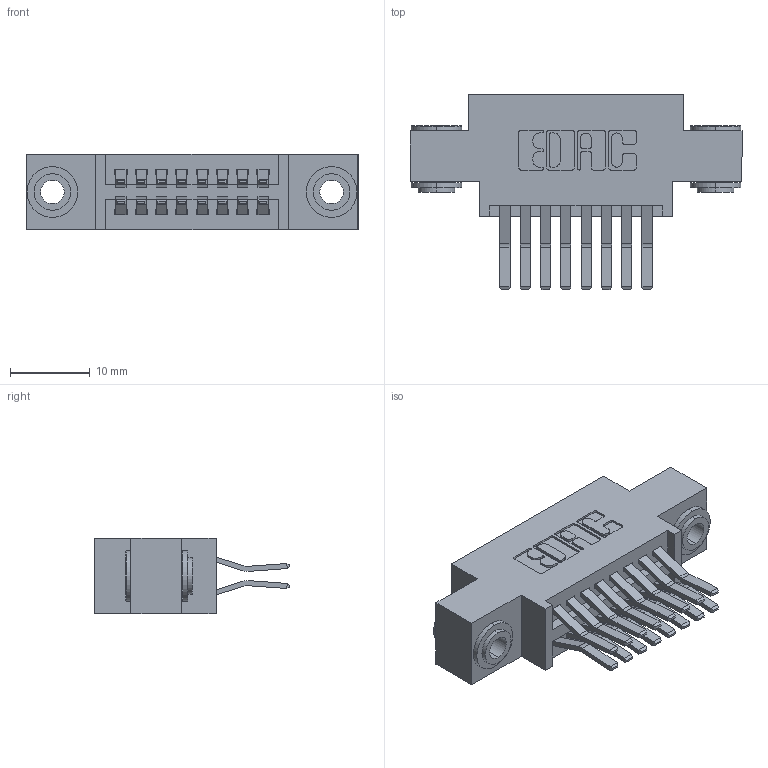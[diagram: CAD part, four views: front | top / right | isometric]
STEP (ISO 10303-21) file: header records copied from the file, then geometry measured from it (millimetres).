
FILE_DESCRIPTION (( 'STEP AP203' ), '1' );
FILE_NAME ('345-016-560-803.STEP', '2018-08-19T02:16:32', ( '' ), ( '' ), 'SwSTEP 2.0', 'SolidWorks 2016', '' );
FILE_SCHEMA (( 'CONFIG_CONTROL_DESIGN' ));
Length unit declared in the file: inch
Products named in the file (4): 345 Part_0.170 Offset - 0.156 Dia-TH; 345-292-001_560 Tail; 345-250-002_345-250-002-102; 345-016-560-803
Assembly tree (19 placements, depth 2):
  345-016-560-803
    345 Part_0.170 Offset - 0.156 Dia-TH
    345-292-001_560 Tail  x16
    345-250-002_345-250-002-102  x2
Bounding box: 41.53 x 24.45 x 9.4 mm (x, y, z)
Volume: 3735.6 mm3; surface area: 5478.3 mm2
Topology: 19 solids, 19 shells, 1000 faces, 2907 edges, 1913 vertices
Faces by surface type: plane 622, cylinder 370, cone 8
Entity records: 11724 total; most frequent: CARTESIAN_POINT 1975, ORIENTED_EDGE 1902, DIRECTION 1817, EDGE_CURVE 951, LINE 759, VECTOR 759, VERTEX_POINT 630, AXIS2_PLACEMENT_3D 529
